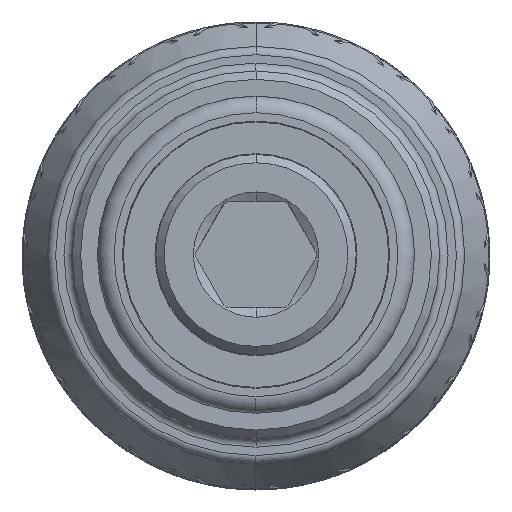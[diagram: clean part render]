
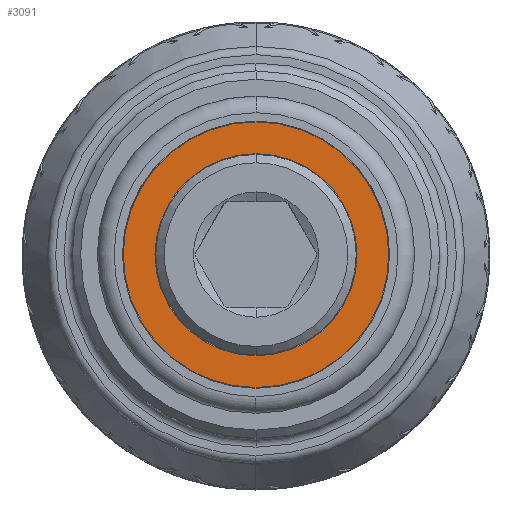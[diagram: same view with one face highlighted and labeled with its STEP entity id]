
A CAD part, top view. The second image highlights one B-rep face of the part: STEP entity #3091.
In plain terms, the highlighted planar face has unit normal (0, 0, 1).
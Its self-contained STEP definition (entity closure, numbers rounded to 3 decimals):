
#3046=CARTESIAN_POINT('',(0.,0.,68.));
#3047=DIRECTION('',(0.,0.,1.));
#3048=DIRECTION('',(0.,-1.,0.));
#3049=AXIS2_PLACEMENT_3D('',#3046,#3047,#3048);
#3051=CARTESIAN_POINT('',(0.,0.,68.));
#3052=DIRECTION('',(0.,0.,1.));
#3053=DIRECTION('',(0.,1.,0.));
#3054=AXIS2_PLACEMENT_3D('',#3051,#3052,#3053);
#3056=CARTESIAN_POINT('',(0.,0.,68.));
#3057=DIRECTION('',(0.,0.,-1.));
#3058=DIRECTION('',(0.,-1.,0.));
#3059=AXIS2_PLACEMENT_3D('',#3056,#3057,#3058);
#3061=CARTESIAN_POINT('',(0.,0.,68.));
#3062=DIRECTION('',(0.,0.,-1.));
#3063=DIRECTION('',(0.,1.,0.));
#3064=AXIS2_PLACEMENT_3D('',#3061,#3062,#3063);
#3066=CARTESIAN_POINT('',(0.,7.95,68.));
#3067=CARTESIAN_POINT('',(0.,-7.95,68.));
#3068=VERTEX_POINT('',#3066);
#3069=VERTEX_POINT('',#3067);
#3070=CARTESIAN_POINT('',(0.,6.05,68.));
#3071=CARTESIAN_POINT('',(0.,-6.05,68.));
#3072=VERTEX_POINT('',#3070);
#3073=VERTEX_POINT('',#3071);
#3074=CARTESIAN_POINT('',(0.,0.,68.));
#3075=DIRECTION('',(0.,0.,-1.));
#3076=DIRECTION('',(0.,-1.,0.));
#3077=AXIS2_PLACEMENT_3D('',#3074,#3075,#3076);
#3078=PLANE('',#3077);
#3080=ORIENTED_EDGE('',*,*,#3079,.T.);
#3082=ORIENTED_EDGE('',*,*,#3081,.T.);
#3083=EDGE_LOOP('',(#3080,#3082));
#3084=FACE_OUTER_BOUND('',#3083,.F.);
#3086=ORIENTED_EDGE('',*,*,#3085,.T.);
#3088=ORIENTED_EDGE('',*,*,#3087,.T.);
#3089=EDGE_LOOP('',(#3086,#3088));
#3090=FACE_BOUND('',#3089,.F.);
#3091=ADVANCED_FACE('',(#3084,#3090),#3078,.F.);
#3050=CIRCLE('',#3049,6.05);
#3055=CIRCLE('',#3054,6.05);
#3060=CIRCLE('',#3059,7.95);
#3065=CIRCLE('',#3064,7.95);
#3079=EDGE_CURVE('',#3069,#3068,#3060,.T.);
#3081=EDGE_CURVE('',#3068,#3069,#3065,.T.);
#3085=EDGE_CURVE('',#3073,#3072,#3050,.T.);
#3087=EDGE_CURVE('',#3072,#3073,#3055,.T.);
